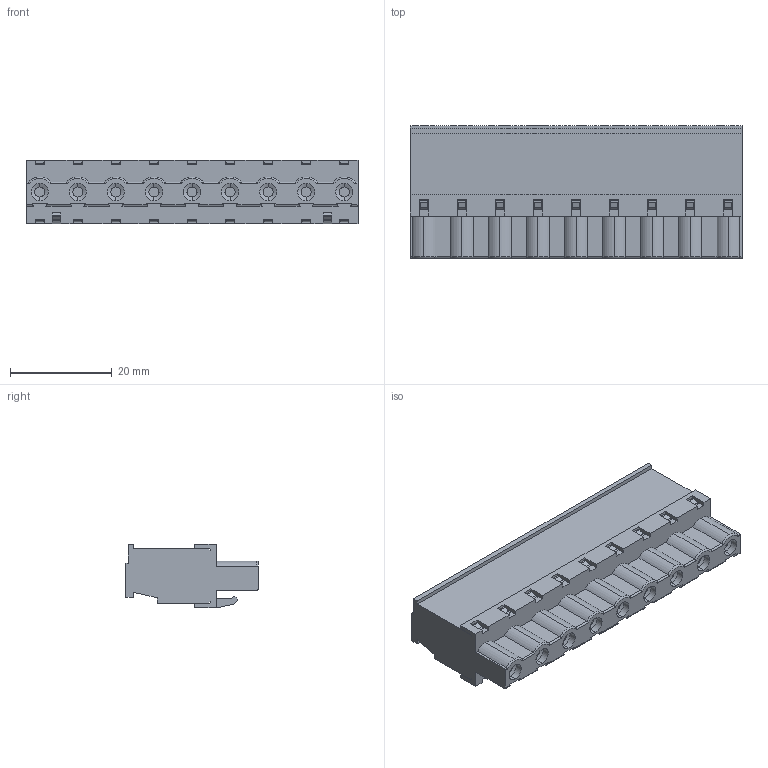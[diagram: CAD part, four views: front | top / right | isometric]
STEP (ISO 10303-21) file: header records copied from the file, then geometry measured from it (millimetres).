
FILE_DESCRIPTION( ('This file contains a STEP AP42 implementation' ,'as created by ZW3D STEP Interface translator.') ,'2;1' );
FILE_NAME( 'PF750-B09ASMN1.stp' ,'231128.155618', (''), ('ZWCAD Software Co.'), 'Version 1.0', 'ZW3D to STEP translator', '' );
FILE_SCHEMA(('AUTOMOTIVE_DESIGN { 1 0 10303 214 1 1 1 1 }'));
Length unit declared in the file: millimetre
Products named in the file (4): 0; PF750-B09ASMN1; ____2-1979_13_1; ____3-18475_13_1
Assembly tree (18 placements, depth 2):
  0
  PF750-B09ASMN1
    ____2-1979_13_1  x9
    ____3-18475_13_1  x9
Bounding box: 65.4 x 26.1 x 12.6 mm (x, y, z)
Volume: 8080.5 mm3; surface area: 18964.5 mm2
Topology: 19 solids, 36 shells, 1575 faces, 4221 edges, 2748 vertices
Faces by surface type: plane 1197, cylinder 232, cone 72, torus 54, bspline 20
Full cylindrical faces by diameter (mm): 0.562 x1, 1.2 x1
Entity records: 45984 total; most frequent: CARTESIAN_POINT 8863, ORIENTED_EDGE 7608, DIRECTION 6895, EDGE_CURVE 3813, VECTOR 3391, LINE 3391, VERTEX_POINT 2476, AXIS2_PLACEMENT_3D 1752
